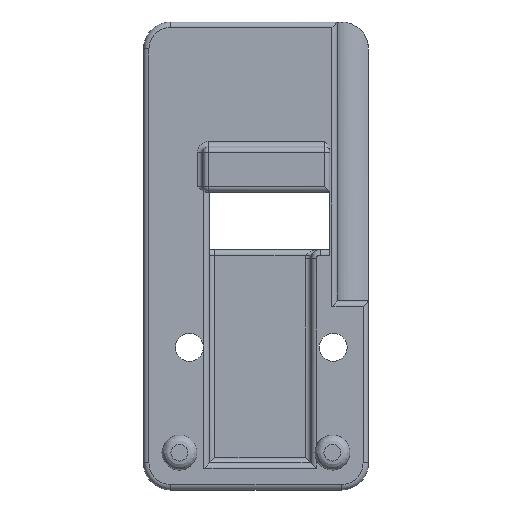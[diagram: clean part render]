
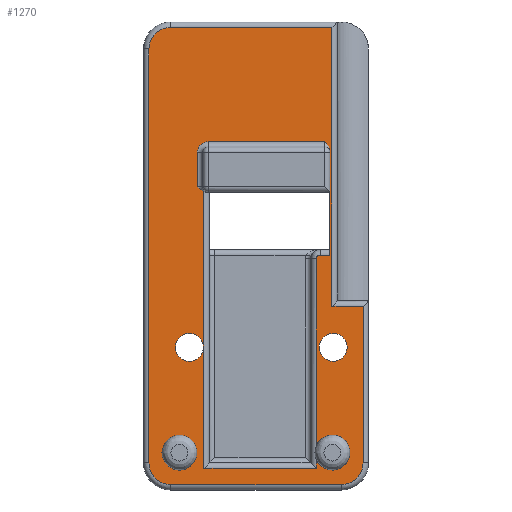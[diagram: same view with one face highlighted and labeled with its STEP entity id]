
A CAD part, top view. The second image highlights one B-rep face of the part: STEP entity #1270.
In plain terms, the highlighted planar face has unit normal (0, 0, 1).
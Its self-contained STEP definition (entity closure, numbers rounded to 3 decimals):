
#17=FACE_BOUND('',#195,.T.);
#18=FACE_BOUND('',#196,.T.);
#19=FACE_BOUND('',#197,.T.);
#20=FACE_BOUND('',#198,.T.);
#39=PLANE('',#1389);
#58=B_SPLINE_CURVE_WITH_KNOTS('',3,(#2046,#2047,#2048,#2049,#2050,#2051),
 .UNSPECIFIED.,.F.,.F.,(4,2,4),(0.333,0.349,0.42),
 .UNSPECIFIED.);
#59=B_SPLINE_CURVE_WITH_KNOTS('',3,(#2071,#2072,#2073,#2074,#2075,#2076),
 .UNSPECIFIED.,.F.,.F.,(4,2,4),(0.,0.071,0.116),
 .UNSPECIFIED.);
#112=FACE_OUTER_BOUND('',#194,.T.);
#194=EDGE_LOOP('',(#965,#966,#967,#968,#969,#970,#971,#972,#973));
#195=EDGE_LOOP('',(#974,#975,#976,#977,#978,#979,#980,#981,#982,#983,#984,
#985,#986,#987,#988));
#196=EDGE_LOOP('',(#989));
#197=EDGE_LOOP('',(#990));
#198=EDGE_LOOP('',(#991));
#279=CIRCLE('',#1383,0.4);
#280=CIRCLE('',#1386,1.2);
#282=CIRCLE('',#1390,2.4);
#283=CIRCLE('',#1391,2.4);
#284=CIRCLE('',#1392,2.4);
#285=CIRCLE('',#1393,1.944);
#286=CIRCLE('',#1394,1.944);
#287=CIRCLE('',#1395,1.945);
#288=CIRCLE('',#1396,1.55);
#289=CIRCLE('',#1397,1.55);
#358=LINE('',#2106,#446);
#371=LINE('',#2138,#459);
#372=LINE('',#2142,#460);
#373=LINE('',#2148,#461);
#374=LINE('',#2175,#462);
#375=LINE('',#2176,#463);
#376=LINE('',#2182,#464);
#377=LINE('',#2186,#465);
#378=LINE('',#2190,#466);
#379=LINE('',#2194,#467);
#380=LINE('',#2198,#468);
#381=LINE('',#2200,#469);
#382=LINE('',#2201,#470);
#383=LINE('',#2203,#471);
#384=LINE('',#2204,#472);
#446=VECTOR('',#1605,10.);
#459=VECTOR('',#1642,10.);
#460=VECTOR('',#1647,10.);
#461=VECTOR('',#1654,10.);
#462=VECTOR('',#1663,10.);
#463=VECTOR('',#1664,10.);
#464=VECTOR('',#1673,10.);
#465=VECTOR('',#1676,10.);
#466=VECTOR('',#1679,10.);
#467=VECTOR('',#1682,10.);
#468=VECTOR('',#1685,10.);
#469=VECTOR('',#1686,10.);
#470=VECTOR('',#1687,10.);
#471=VECTOR('',#1688,10.);
#472=VECTOR('',#1689,10.);
#538=VERTEX_POINT('',#2033);
#541=VERTEX_POINT('',#2044);
#547=VERTEX_POINT('',#2069);
#548=VERTEX_POINT('',#2070);
#555=VERTEX_POINT('',#2104);
#562=VERTEX_POINT('',#2137);
#563=VERTEX_POINT('',#2141);
#564=VERTEX_POINT('',#2145);
#565=VERTEX_POINT('',#2147);
#566=VERTEX_POINT('',#2159);
#567=VERTEX_POINT('',#2163);
#568=VERTEX_POINT('',#2164);
#569=VERTEX_POINT('',#2178);
#570=VERTEX_POINT('',#2184);
#571=VERTEX_POINT('',#2185);
#572=VERTEX_POINT('',#2187);
#573=VERTEX_POINT('',#2189);
#574=VERTEX_POINT('',#2191);
#575=VERTEX_POINT('',#2193);
#576=VERTEX_POINT('',#2195);
#577=VERTEX_POINT('',#2197);
#578=VERTEX_POINT('',#2199);
#579=VERTEX_POINT('',#2202);
#580=VERTEX_POINT('',#2205);
#581=VERTEX_POINT('',#2208);
#582=VERTEX_POINT('',#2210);
#583=VERTEX_POINT('',#2212);
#660=EDGE_CURVE('',#541,#538,#58,.F.);
#669=EDGE_CURVE('',#547,#548,#59,.F.);
#686=EDGE_CURVE('',#555,#541,#358,.T.);
#702=EDGE_CURVE('',#538,#562,#371,.F.);
#704=EDGE_CURVE('',#562,#563,#372,.T.);
#707=EDGE_CURVE('',#564,#565,#373,.T.);
#710=EDGE_CURVE('',#566,#564,#279,.T.);
#712=EDGE_CURVE('',#567,#566,#374,.T.);
#713=EDGE_CURVE('',#563,#568,#375,.T.);
#714=EDGE_CURVE('',#569,#555,#280,.T.);
#716=EDGE_CURVE('',#548,#569,#376,.T.);
#717=EDGE_CURVE('',#570,#571,#377,.T.);
#718=EDGE_CURVE('',#572,#570,#282,.T.);
#719=EDGE_CURVE('',#573,#572,#378,.T.);
#720=EDGE_CURVE('',#574,#573,#283,.T.);
#721=EDGE_CURVE('',#575,#574,#379,.T.);
#722=EDGE_CURVE('',#576,#575,#284,.T.);
#723=EDGE_CURVE('',#577,#576,#380,.T.);
#724=EDGE_CURVE('',#578,#577,#381,.T.);
#725=EDGE_CURVE('',#571,#578,#382,.T.);
#726=EDGE_CURVE('',#547,#579,#383,.T.);
#727=EDGE_CURVE('',#579,#565,#384,.T.);
#728=EDGE_CURVE('',#567,#580,#285,.T.);
#729=EDGE_CURVE('',#580,#568,#286,.T.);
#730=EDGE_CURVE('',#581,#581,#287,.T.);
#731=EDGE_CURVE('',#582,#582,#288,.T.);
#732=EDGE_CURVE('',#583,#583,#289,.T.);
#965=ORIENTED_EDGE('',*,*,#717,.F.);
#966=ORIENTED_EDGE('',*,*,#718,.F.);
#967=ORIENTED_EDGE('',*,*,#719,.F.);
#968=ORIENTED_EDGE('',*,*,#720,.F.);
#969=ORIENTED_EDGE('',*,*,#721,.F.);
#970=ORIENTED_EDGE('',*,*,#722,.F.);
#971=ORIENTED_EDGE('',*,*,#723,.F.);
#972=ORIENTED_EDGE('',*,*,#724,.F.);
#973=ORIENTED_EDGE('',*,*,#725,.F.);
#974=ORIENTED_EDGE('',*,*,#702,.F.);
#975=ORIENTED_EDGE('',*,*,#660,.F.);
#976=ORIENTED_EDGE('',*,*,#686,.F.);
#977=ORIENTED_EDGE('',*,*,#714,.F.);
#978=ORIENTED_EDGE('',*,*,#716,.F.);
#979=ORIENTED_EDGE('',*,*,#669,.F.);
#980=ORIENTED_EDGE('',*,*,#726,.T.);
#981=ORIENTED_EDGE('',*,*,#727,.T.);
#982=ORIENTED_EDGE('',*,*,#707,.F.);
#983=ORIENTED_EDGE('',*,*,#710,.F.);
#984=ORIENTED_EDGE('',*,*,#712,.F.);
#985=ORIENTED_EDGE('',*,*,#728,.T.);
#986=ORIENTED_EDGE('',*,*,#729,.T.);
#987=ORIENTED_EDGE('',*,*,#713,.F.);
#988=ORIENTED_EDGE('',*,*,#704,.F.);
#989=ORIENTED_EDGE('',*,*,#730,.T.);
#990=ORIENTED_EDGE('',*,*,#731,.T.);
#991=ORIENTED_EDGE('',*,*,#732,.T.);
#1270=ADVANCED_FACE('',(#112,#17,#18,#19,#20),#39,.T.);
#1383=AXIS2_PLACEMENT_3D('',#2161,#1659,#1660);
#1386=AXIS2_PLACEMENT_3D('',#2179,#1667,#1668);
#1389=AXIS2_PLACEMENT_3D('',#2183,#1674,#1675);
#1390=AXIS2_PLACEMENT_3D('',#2188,#1677,#1678);
#1391=AXIS2_PLACEMENT_3D('',#2192,#1680,#1681);
#1392=AXIS2_PLACEMENT_3D('',#2196,#1683,#1684);
#1393=AXIS2_PLACEMENT_3D('',#2206,#1690,#1691);
#1394=AXIS2_PLACEMENT_3D('',#2207,#1692,#1693);
#1395=AXIS2_PLACEMENT_3D('',#2209,#1694,#1695);
#1396=AXIS2_PLACEMENT_3D('',#2211,#1696,#1697);
#1397=AXIS2_PLACEMENT_3D('',#2213,#1698,#1699);
#1605=DIRECTION('',(0.,-1.,0.));
#1642=DIRECTION('',(0.,1.,0.));
#1647=DIRECTION('',(1.,0.,0.));
#1654=DIRECTION('',(1.,0.,0.));
#1659=DIRECTION('center_axis',(0.,0.,-1.));
#1660=DIRECTION('ref_axis',(-0.707,0.707,0.));
#1663=DIRECTION('',(0.,1.,0.));
#1664=DIRECTION('',(0.,1.,0.));
#1667=DIRECTION('center_axis',(0.,0.,1.));
#1668=DIRECTION('ref_axis',(-0.707,0.707,0.));
#1673=DIRECTION('',(-1.,0.,0.));
#1674=DIRECTION('center_axis',(0.,0.,1.));
#1675=DIRECTION('ref_axis',(1.,0.,0.));
#1676=DIRECTION('',(1.,0.,0.));
#1677=DIRECTION('center_axis',(0.,0.,-1.));
#1678=DIRECTION('ref_axis',(-0.707,0.707,0.));
#1679=DIRECTION('',(0.,1.,0.));
#1680=DIRECTION('center_axis',(0.,0.,-1.));
#1681=DIRECTION('ref_axis',(-0.707,-0.707,0.));
#1682=DIRECTION('',(-1.,0.,0.));
#1683=DIRECTION('center_axis',(0.,0.,-1.));
#1684=DIRECTION('ref_axis',(0.707,-0.707,0.));
#1685=DIRECTION('',(0.,-1.,0.));
#1686=DIRECTION('',(1.,0.,0.));
#1687=DIRECTION('',(0.,-1.,0.));
#1688=DIRECTION('',(0.,-1.,0.));
#1689=DIRECTION('',(0.,-1.,0.));
#1690=DIRECTION('center_axis',(0.,0.,-1.));
#1691=DIRECTION('ref_axis',(-1.,0.,0.));
#1692=DIRECTION('center_axis',(0.,0.,-1.));
#1693=DIRECTION('ref_axis',(-1.,0.,0.));
#1694=DIRECTION('center_axis',(0.,0.,-1.));
#1695=DIRECTION('ref_axis',(-1.,0.,0.));
#1696=DIRECTION('center_axis',(0.,0.,-1.));
#1697=DIRECTION('ref_axis',(-1.,0.,0.));
#1698=DIRECTION('center_axis',(0.,0.,-1.));
#1699=DIRECTION('ref_axis',(-1.,0.,0.));
#2033=CARTESIAN_POINT('',(-5.782,7.155,4.4));
#2044=CARTESIAN_POINT('',(-6.518,7.7,4.4));
#2046=CARTESIAN_POINT('Ctrl Pts',(-5.782,7.155,4.4));
#2047=CARTESIAN_POINT('Ctrl Pts',(-5.839,7.175,4.4));
#2048=CARTESIAN_POINT('Ctrl Pts',(-5.893,7.2,4.4));
#2049=CARTESIAN_POINT('Ctrl Pts',(-6.148,7.338,4.4));
#2050=CARTESIAN_POINT('Ctrl Pts',(-6.351,7.534,4.4));
#2051=CARTESIAN_POINT('Ctrl Pts',(-6.518,7.7,4.4));
#2069=CARTESIAN_POINT('',(8.218,11.661,4.4));
#2070=CARTESIAN_POINT('',(7.618,12.7,4.4));
#2071=CARTESIAN_POINT('Ctrl Pts',(7.618,12.7,4.4));
#2072=CARTESIAN_POINT('Ctrl Pts',(7.784,12.534,4.4));
#2073=CARTESIAN_POINT('Ctrl Pts',(7.98,12.331,4.4));
#2074=CARTESIAN_POINT('Ctrl Pts',(8.164,11.989,4.4));
#2075=CARTESIAN_POINT('Ctrl Pts',(8.218,11.814,4.4));
#2076=CARTESIAN_POINT('Ctrl Pts',(8.218,11.661,4.4));
#2104=CARTESIAN_POINT('',(-6.518,11.5,4.4));
#2106=CARTESIAN_POINT('',(-6.518,6.05,4.4));
#2137=CARTESIAN_POINT('',(-5.782,-23.6,4.4));
#2138=CARTESIAN_POINT('',(-5.782,0.35,4.4));
#2141=CARTESIAN_POINT('',(6.719,-23.6,4.4));
#2142=CARTESIAN_POINT('',(3.06,-23.6,4.4));
#2145=CARTESIAN_POINT('',(7.119,0.1,4.4));
#2147=CARTESIAN_POINT('',(8.218,0.1,4.4));
#2148=CARTESIAN_POINT('',(4.109,0.1,4.4));
#2159=CARTESIAN_POINT('',(6.719,-0.3,4.4));
#2161=CARTESIAN_POINT('Origin',(7.119,-0.3,4.4));
#2163=CARTESIAN_POINT('',(6.719,-21.068,4.4));
#2164=CARTESIAN_POINT('',(6.719,-22.63,4.4));
#2175=CARTESIAN_POINT('',(6.719,0.35,4.4));
#2176=CARTESIAN_POINT('',(6.719,0.35,4.4));
#2178=CARTESIAN_POINT('',(-5.318,12.7,4.4));
#2179=CARTESIAN_POINT('Origin',(-5.318,11.5,4.4));
#2182=CARTESIAN_POINT('',(4.109,12.7,4.4));
#2183=CARTESIAN_POINT('Origin',(0.,0.,4.4));
#2184=CARTESIAN_POINT('',(-9.5,25.4,4.4));
#2185=CARTESIAN_POINT('',(8.444,25.4,4.4));
#2186=CARTESIAN_POINT('',(6.25,25.4,4.4));
#2187=CARTESIAN_POINT('',(-11.9,23.,4.4));
#2188=CARTESIAN_POINT('Origin',(-9.5,23.,4.4));
#2189=CARTESIAN_POINT('',(-11.9,-23.,4.4));
#2190=CARTESIAN_POINT('',(-11.9,13.,4.4));
#2191=CARTESIAN_POINT('',(-9.5,-25.4,4.4));
#2192=CARTESIAN_POINT('Origin',(-9.5,-23.,4.4));
#2193=CARTESIAN_POINT('',(9.5,-25.4,4.4));
#2194=CARTESIAN_POINT('',(-6.25,-25.4,4.4));
#2195=CARTESIAN_POINT('',(11.9,-23.,4.4));
#2196=CARTESIAN_POINT('Origin',(9.5,-23.,4.4));
#2197=CARTESIAN_POINT('',(11.9,-5.6,4.4));
#2198=CARTESIAN_POINT('',(11.9,-13.,4.4));
#2199=CARTESIAN_POINT('',(8.444,-5.6,4.4));
#2200=CARTESIAN_POINT('',(5.375,-5.6,4.4));
#2201=CARTESIAN_POINT('',(8.444,26.,4.4));
#2202=CARTESIAN_POINT('',(8.218,7.1,4.4));
#2203=CARTESIAN_POINT('',(8.218,3.55,4.4));
#2204=CARTESIAN_POINT('',(8.218,7.1,4.4));
#2205=CARTESIAN_POINT('',(10.443,-21.849,4.4));
#2206=CARTESIAN_POINT('Origin',(8.499,-21.849,4.4));
#2207=CARTESIAN_POINT('Origin',(8.499,-21.849,4.4));
#2208=CARTESIAN_POINT('',(-6.557,-21.85,4.4));
#2209=CARTESIAN_POINT('Origin',(-8.502,-21.85,4.4));
#2210=CARTESIAN_POINT('',(-5.85,-10.146,4.4));
#2211=CARTESIAN_POINT('Origin',(-7.4,-10.146,4.4));
#2212=CARTESIAN_POINT('',(10.13,-10.152,4.4));
#2213=CARTESIAN_POINT('Origin',(8.58,-10.152,4.4));
